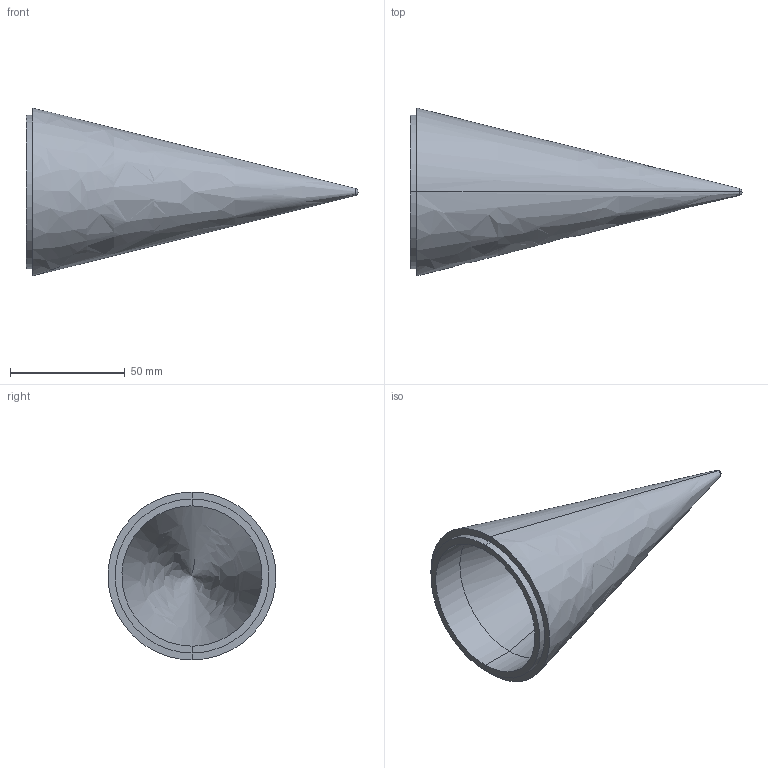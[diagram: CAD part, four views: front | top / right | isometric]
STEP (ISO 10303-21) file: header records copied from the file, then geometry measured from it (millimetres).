
FILE_DESCRIPTION(/* description */ (''),/* implementation_level */ '2;1');
FILE_NAME(/* name */ '7 - Impeller Cone B',/* time_stamp */ '2024-01-12T11:40:18-06:00',/* author */ (''),/* organization */ (''),/* preprocessor_version */ 'ST-DEVELOPER v16.5',/* originating_system */ 'Rhino 7.34',/* authorisation */ '');
FILE_SCHEMA (('CONFIG_CONTROL_DESIGN'));
Length unit declared in the file: inch
Products named in the file (1): Document
Bounding box: 144.74 x 73.2 x 73.21 mm (x, y, z)
Volume: 53235.4 mm3; surface area: 34285 mm2
Topology: 1 solids, 1 shells, 14 faces, 30 edges, 14 vertices
Faces by surface type: bspline 6, plane 4, cylinder 4
Entity records: 468 total; most frequent: CARTESIAN_POINT 216, ORIENTED_EDGE 52, EDGE_CURVE 26, ADVANCED_FACE 14, FACE_OUTER_BOUND 14, EDGE_LOOP 14, VERTEX_POINT 14, DIRECTION 12
